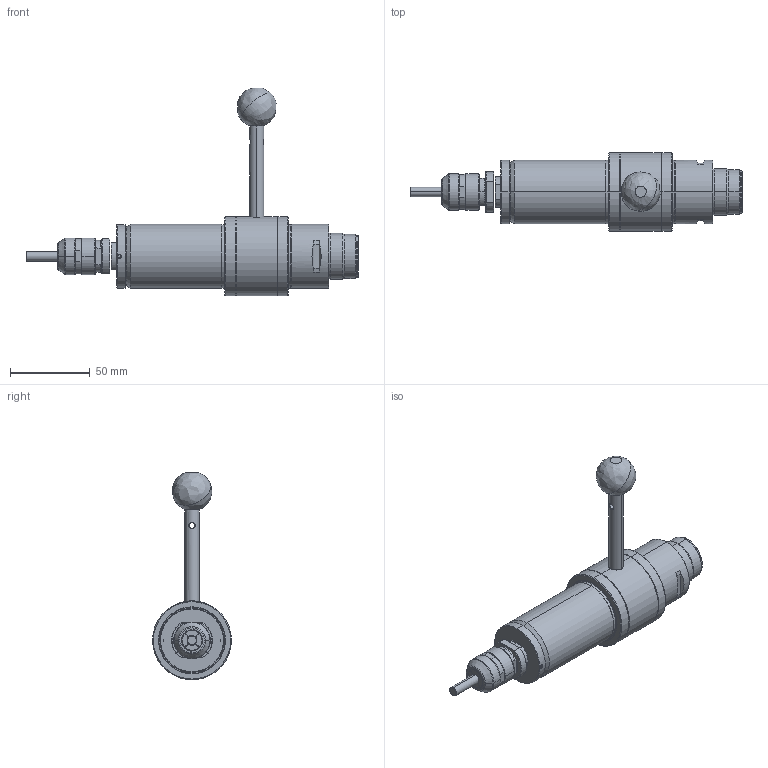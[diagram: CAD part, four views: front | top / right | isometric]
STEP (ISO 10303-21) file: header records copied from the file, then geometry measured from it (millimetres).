
FILE_DESCRIPTION (( 'STEP AP203' ), '1' );
FILE_NAME ('NRR4040-QC.STEP', '2019-03-20T04:15:58', ( '' ), ( '' ), 'SwSTEP 2.0', 'SolidWorks 2013', '' );
FILE_SCHEMA (( 'CONFIG_CONTROL_DESIGN' ));
Length unit declared in the file: millimetre
Products named in the file (1): NRR4040-QC
Bounding box: 208.22 x 49.5 x 130.2 mm (x, y, z)
Surface area: 36495.7 mm2 (no closed solid volume)
Topology: 0 solids, 19 shells, 264 faces, 736 edges, 493 vertices
Faces by surface type: plane 95, cone 72, cylinder 65, bspline 32
Entity records: 16283 total; most frequent: CARTESIAN_POINT 9743, DIRECTION 1324, ORIENTED_EDGE 1287, EDGE_CURVE 732, AXIS2_PLACEMENT_3D 515, VERTEX_POINT 493, EDGE_LOOP 296, LINE 294
